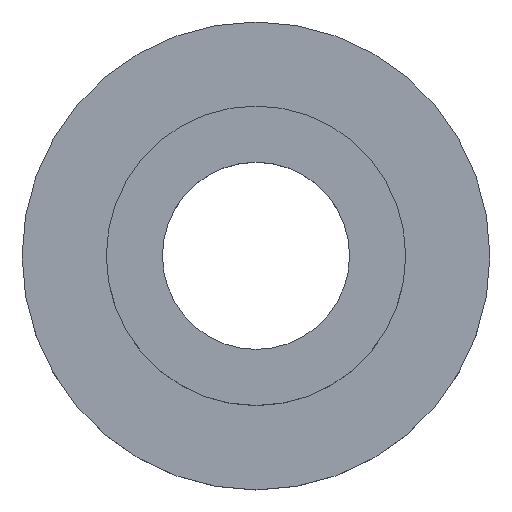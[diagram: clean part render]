
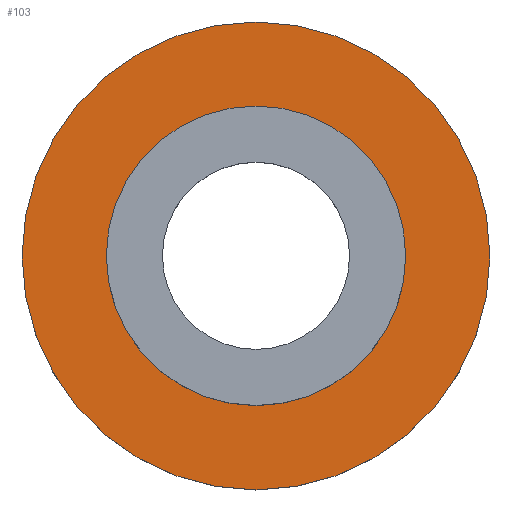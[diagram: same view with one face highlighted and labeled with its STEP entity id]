
A CAD part, top view. The second image highlights one B-rep face of the part: STEP entity #103.
In plain terms, the highlighted planar face has unit normal (0, 0, 1).
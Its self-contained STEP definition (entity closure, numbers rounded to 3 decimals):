
#17=FACE_BOUND('',#40,.T.);
#20=PLANE('',#131);
#30=FACE_OUTER_BOUND('',#39,.T.);
#39=EDGE_LOOP('',(#94));
#40=EDGE_LOOP('',(#95));
#54=CIRCLE('',#127,4.8);
#55=CIRCLE('',#130,7.5);
#61=VERTEX_POINT('',#183);
#62=VERTEX_POINT('',#188);
#71=EDGE_CURVE('',#61,#61,#54,.T.);
#72=EDGE_CURVE('',#62,#62,#55,.T.);
#94=ORIENTED_EDGE('',*,*,#72,.T.);
#95=ORIENTED_EDGE('',*,*,#71,.T.);
#103=ADVANCED_FACE('',(#30,#17),#20,.T.);
#127=AXIS2_PLACEMENT_3D('',#185,#155,#156);
#130=AXIS2_PLACEMENT_3D('',#189,#161,#162);
#131=AXIS2_PLACEMENT_3D('',#191,#164,#165);
#155=DIRECTION('center_axis',(0.,0.,-1.));
#156=DIRECTION('ref_axis',(-1.,0.,0.));
#161=DIRECTION('center_axis',(0.,0.,1.));
#162=DIRECTION('ref_axis',(1.,0.,0.));
#164=DIRECTION('center_axis',(0.,0.,1.));
#165=DIRECTION('ref_axis',(1.,0.,0.));
#183=CARTESIAN_POINT('',(4.8,0.,2.));
#185=CARTESIAN_POINT('Origin',(0.,0.,2.));
#188=CARTESIAN_POINT('',(-7.5,0.,2.));
#189=CARTESIAN_POINT('Origin',(0.,0.,2.));
#191=CARTESIAN_POINT('Origin',(0.,0.,2.));
